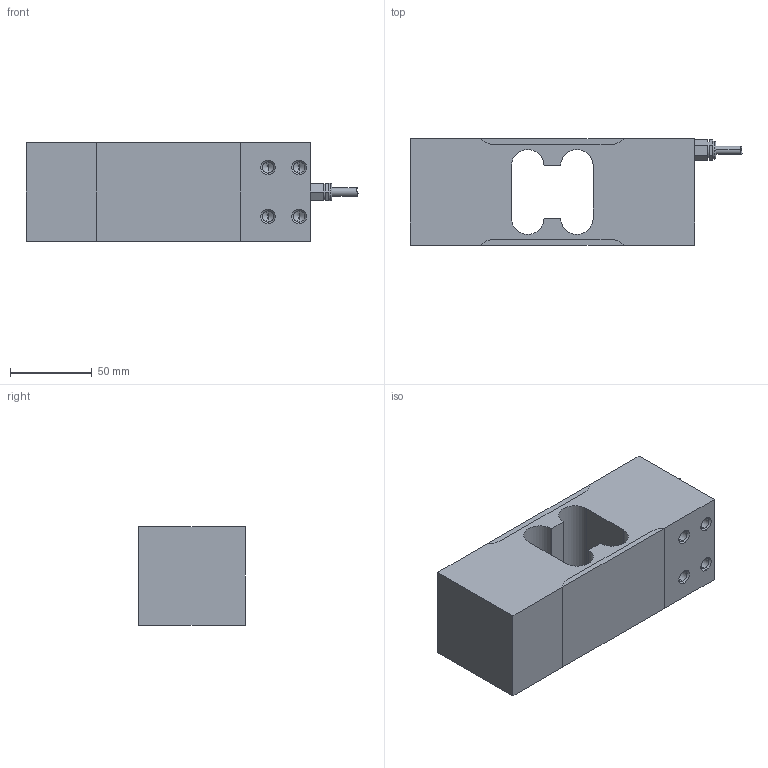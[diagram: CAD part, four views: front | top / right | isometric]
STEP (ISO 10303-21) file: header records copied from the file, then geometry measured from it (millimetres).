
FILE_DESCRIPTION (( 'STEP AP203' ), '1' );
FILE_NAME ('PR57(300K-500K).STEP', '2017-04-17T07:39:52', ( 'fjk010g' ), ( 'Hewlett-Packard Company' ), 'SwSTEP 2.0', 'SolidWorks 2014', '' );
FILE_SCHEMA (( 'CONFIG_CONTROL_DESIGN' ));
Length unit declared in the file: millimetre
Products named in the file (6): PR57-0300; Cable; Mini8; PR57-0300_coating_1; PR57-0300_coating_2; PR57(300K-500K)
Assembly tree (5 placements, depth 2):
  PR57(300K-500K)
    PR57-0300
    Cable
    Mini8
    PR57-0300_coating_1
    PR57-0300_coating_2
Bounding box: 203.01 x 65 x 60 mm (x, y, z)
Volume: 535821.2 mm3; surface area: 91898 mm2
Topology: 5 solids, 5 shells, 166 faces, 404 edges, 239 vertices
Faces by surface type: cylinder 61, plane 56, cone 42, torus 4, bspline 3
Entity records: 6435 total; most frequent: CARTESIAN_POINT 1940, DIRECTION 857, ORIENTED_EDGE 768, EDGE_CURVE 384, AXIS2_PLACEMENT_3D 316, VERTEX_POINT 239, VECTOR 225, LINE 225
